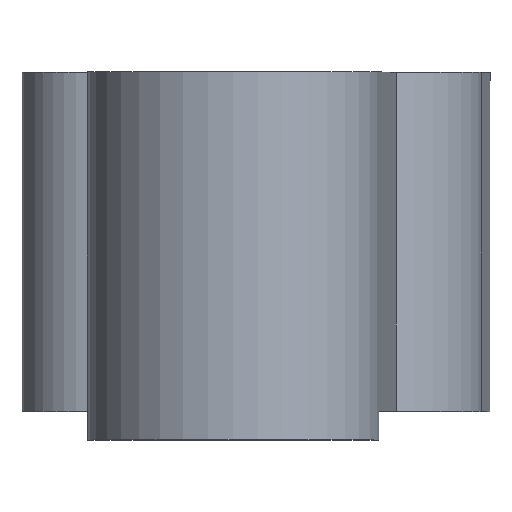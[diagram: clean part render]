
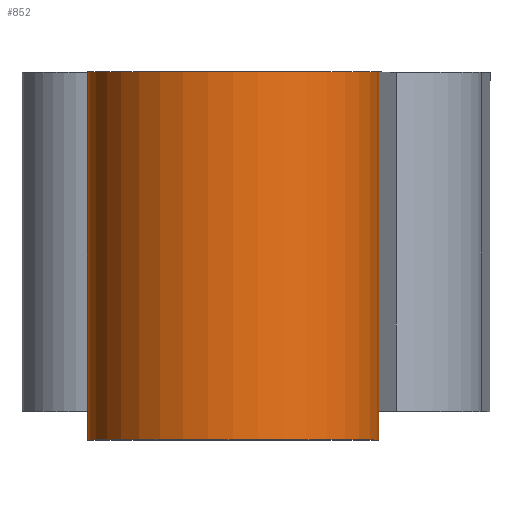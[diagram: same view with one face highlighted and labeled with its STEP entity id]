
A CAD part, top view. The second image highlights one B-rep face of the part: STEP entity #852.
In plain terms, the highlighted cylindrical face has radius 20 mm (diameter 40 mm), a partial arc.
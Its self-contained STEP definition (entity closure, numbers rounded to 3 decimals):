
#6=CARTESIAN_POINT('',(0.,0.,0.));
#7=DIRECTION('',(0.,1.,0.));
#8=DIRECTION('',(-1.,0.,0.));
#9=AXIS2_PLACEMENT_3D('',#6,#7,#8);
#29=DIRECTION('',(0.,1.,0.));
#30=VECTOR('',#29,4.);
#31=CARTESIAN_POINT('',(20.,0.,0.));
#32=LINE('',#31,#30);
#140=CARTESIAN_POINT('',(0.,50.52,0.));
#141=DIRECTION('',(0.,1.,0.));
#142=DIRECTION('',(-1.,0.,0.));
#143=AXIS2_PLACEMENT_3D('',#140,#141,#142);
#303=DIRECTION('',(0.,1.,0.));
#304=VECTOR('',#303,46.52);
#305=CARTESIAN_POINT('',(20.,4.,0.));
#306=LINE('',#305,#304);
#307=DIRECTION('',(0.,1.,0.));
#308=VECTOR('',#307,50.52);
#309=CARTESIAN_POINT('',(-20.,0.,0.));
#310=LINE('',#309,#308);
#331=CARTESIAN_POINT('',(20.,0.,0.));
#332=CARTESIAN_POINT('',(-20.,0.,0.));
#333=VERTEX_POINT('',#331);
#334=VERTEX_POINT('',#332);
#343=CARTESIAN_POINT('',(-20.,50.52,0.));
#344=VERTEX_POINT('',#343);
#345=CARTESIAN_POINT('',(20.,4.,0.));
#346=CARTESIAN_POINT('',(20.,50.52,0.));
#347=VERTEX_POINT('',#345);
#348=VERTEX_POINT('',#346);
#840=CARTESIAN_POINT('',(0.,0.,0.));
#841=DIRECTION('',(0.,1.,0.));
#842=DIRECTION('',(1.,0.,0.));
#843=AXIS2_PLACEMENT_3D('',#840,#841,#842);
#844=CYLINDRICAL_SURFACE('',#843,20.);
#845=ORIENTED_EDGE('',*,*,#834,.F.);
#846=ORIENTED_EDGE('',*,*,#465,.F.);
#847=ORIENTED_EDGE('',*,*,#440,.F.);
#848=ORIENTED_EDGE('',*,*,#462,.T.);
#849=ORIENTED_EDGE('',*,*,#577,.T.);
#850=EDGE_LOOP('',(#845,#846,#847,#848,#849));
#851=FACE_OUTER_BOUND('',#850,.F.);
#852=ADVANCED_FACE('',(#851),#844,.T.);
#10=CIRCLE('',#9,20.);
#144=CIRCLE('',#143,20.);
#440=EDGE_CURVE('',#334,#333,#10,.T.);
#462=EDGE_CURVE('',#334,#344,#310,.T.);
#465=EDGE_CURVE('',#333,#347,#32,.T.);
#577=EDGE_CURVE('',#344,#348,#144,.T.);
#834=EDGE_CURVE('',#347,#348,#306,.T.);
